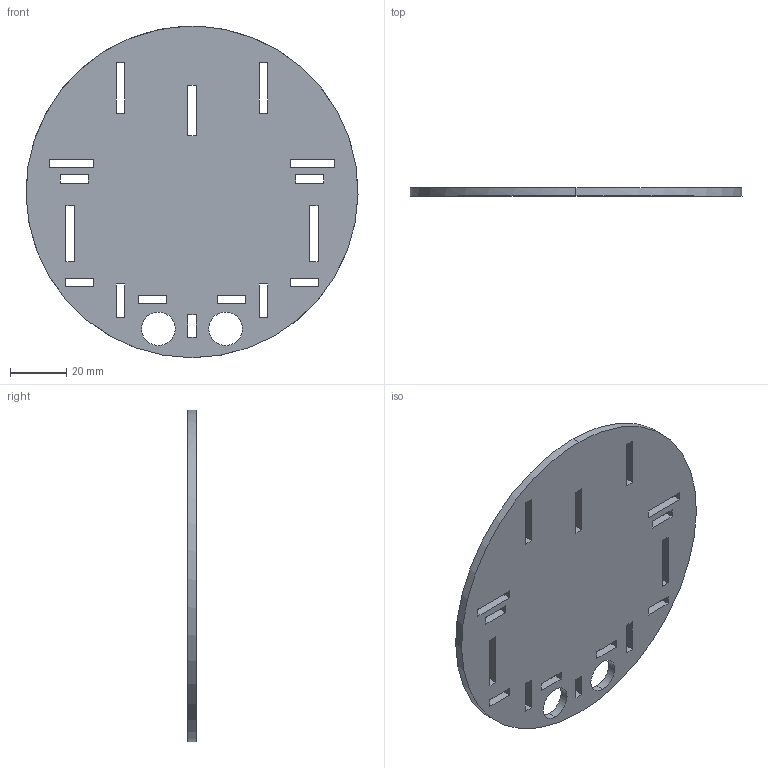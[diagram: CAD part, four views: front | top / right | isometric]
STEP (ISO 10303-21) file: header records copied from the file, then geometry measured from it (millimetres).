
FILE_DESCRIPTION (( 'STEP AP203' ), '1' );
FILE_NAME ('frame-2-1.step', '2015-02-17T13:06:09', ( 'Cesar' ), ( '' ), 'SwSTEP 2.0', 'SolidWorks 2013', '' );
FILE_SCHEMA (( 'CONFIG_CONTROL_DESIGN' ));
Length unit declared in the file: millimetre
Products named in the file (1): frame-2-1
Bounding box: 118.51 x 3 x 118.3 mm (x, y, z)
Volume: 30411.7 mm3; surface area: 23201.3 mm2
Topology: 1 solids, 1 shells, 72 faces, 210 edges, 140 vertices
Faces by surface type: plane 66, cylinder 4, bspline 2
Entity records: 3148 total; most frequent: CARTESIAN_POINT 1094, ORIENTED_EDGE 420, DIRECTION 356, EDGE_CURVE 210, VECTOR 198, LINE 198, VERTEX_POINT 140, EDGE_LOOP 108
